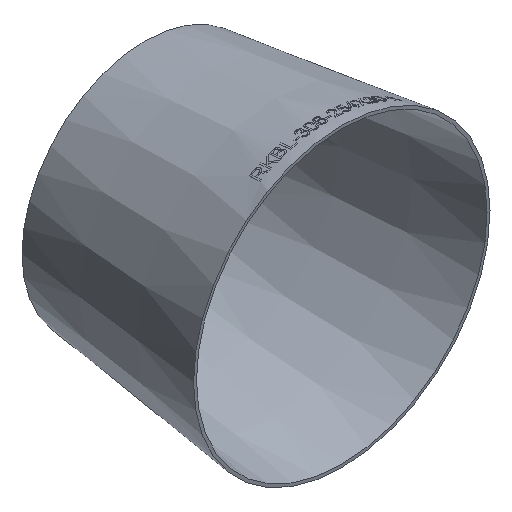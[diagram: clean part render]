
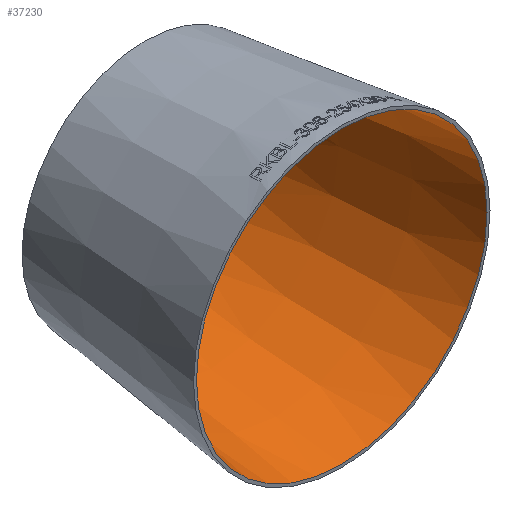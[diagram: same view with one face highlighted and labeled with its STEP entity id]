
A CAD part, isometric view. The second image highlights one B-rep face of the part: STEP entity #37230.
In plain terms, the highlighted conical face has half-angle 7.299 degrees and reference radius 149.976 mm.
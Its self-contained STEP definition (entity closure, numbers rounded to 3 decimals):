
#16 = AXIS2_PLACEMENT_3D ( 'NONE', #10496, #35755, #29715 ) ;
#678 = CIRCLE ( 'NONE', #16, 123.975 ) ;
#3503 = EDGE_CURVE ( 'NONE', #27554, #27554, #678, .T. ) ;
#6070 = CARTESIAN_POINT ( 'NONE',  ( 0., 0., 0. ) ) ;
#7364 = DIRECTION ( 'NONE',  ( 0., 0., -1. ) ) ;
#8067 = AXIS2_PLACEMENT_3D ( 'NONE', #6070, #31083, #15984 ) ;
#10496 = CARTESIAN_POINT ( 'NONE',  ( 0., 203., 0. ) ) ;
#15931 = CONICAL_SURFACE ( 'NONE', #27871, 149.975, 0.127 ) ;
#15984 = DIRECTION ( 'NONE',  ( 0., 0., -1. ) ) ;
#16055 = ORIENTED_EDGE ( 'NONE', *, *, #3503, .F. ) ;
#21119 = VERTEX_POINT ( 'NONE', #21330 ) ;
#21330 = CARTESIAN_POINT ( 'NONE',  ( 0., 0., -149.975 ) ) ;
#23899 = FACE_OUTER_BOUND ( 'NONE', #34473, .T. ) ;
#26197 = FACE_BOUND ( 'NONE', #34649, .T. ) ;
#27554 = VERTEX_POINT ( 'NONE', #34563 ) ;
#27871 = AXIS2_PLACEMENT_3D ( 'NONE', #36535, #35723, #7364 ) ;
#29715 = DIRECTION ( 'NONE',  ( 0., 0., -1. ) ) ;
#29984 = ORIENTED_EDGE ( 'NONE', *, *, #35461, .T. ) ;
#31083 = DIRECTION ( 'NONE',  ( 0., -1., 0. ) ) ;
#34473 = EDGE_LOOP ( 'NONE', ( #29984 ) ) ;
#34563 = CARTESIAN_POINT ( 'NONE',  ( 0., 203., -123.975 ) ) ;
#34649 = EDGE_LOOP ( 'NONE', ( #16055 ) ) ;
#35461 = EDGE_CURVE ( 'NONE', #21119, #21119, #39818, .T. ) ;
#35723 = DIRECTION ( 'NONE',  ( 0., -1., 0. ) ) ;
#35755 = DIRECTION ( 'NONE',  ( 0., -1., 0. ) ) ;
#36535 = CARTESIAN_POINT ( 'NONE',  ( 0., 0., 0. ) ) ;
#37230 = ADVANCED_FACE ( 'NONE', ( #26197, #23899 ), #15931, .F. ) ;
#39818 = CIRCLE ( 'NONE', #8067, 149.975 ) ;
